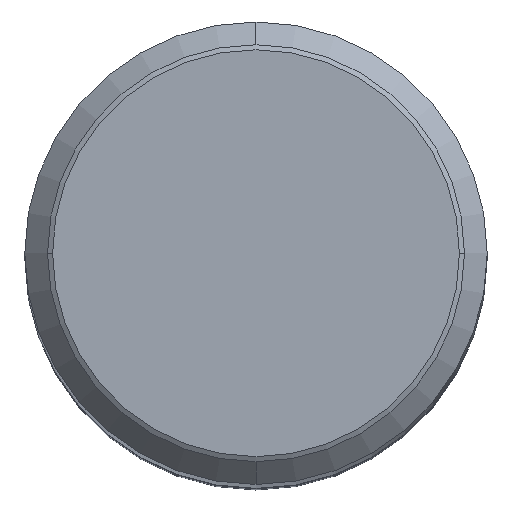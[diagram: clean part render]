
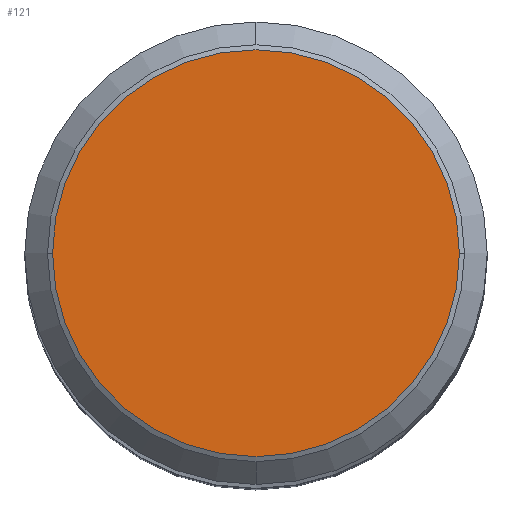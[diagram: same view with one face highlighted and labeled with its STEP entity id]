
A CAD part, top view. The second image highlights one B-rep face of the part: STEP entity #121.
In plain terms, the highlighted planar face has unit normal (0, 0, 1).
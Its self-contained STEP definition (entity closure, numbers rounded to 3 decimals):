
#121=ADVANCED_FACE('',(#313),#314,.T.);
#177=EDGE_CURVE('',#207,#229,#376,.T.);
#187=EDGE_CURVE('',#229,#207,#386,.T.);
#207=VERTEX_POINT('',#410);
#229=VERTEX_POINT('',#433);
#313=FACE_OUTER_BOUND('',#515,.T.);
#314=PLANE('',#516);
#376=CIRCLE('',#605,15.835);
#386=CIRCLE('',#618,15.835);
#410=CARTESIAN_POINT('',(15.835,0.,201.0));
#433=CARTESIAN_POINT('',(-15.835,0.,201.0));
#515=EDGE_LOOP('',(#776,#777));
#516=AXIS2_PLACEMENT_3D('',#778,#779,#780);
#605=AXIS2_PLACEMENT_3D('',#863,#864,#865);
#618=AXIS2_PLACEMENT_3D('',#871,#872,#873);
#776=ORIENTED_EDGE('',*,*,#187,.T.);
#777=ORIENTED_EDGE('',*,*,#177,.T.);
#778=CARTESIAN_POINT('',(0.,-8.,201.0));
#779=DIRECTION('',(0.0,0.0,1.0));
#780=DIRECTION('',(0.,-1.0,0.0));
#863=CARTESIAN_POINT('',(0.,0.0,201.0));
#864=DIRECTION('',(0.0,0.0,1.0));
#865=DIRECTION('',(-1.0,0.,0.0));
#871=CARTESIAN_POINT('',(0.,0.0,201.0));
#872=DIRECTION('',(0.0,0.0,1.0));
#873=DIRECTION('',(-1.0,0.,0.0));
